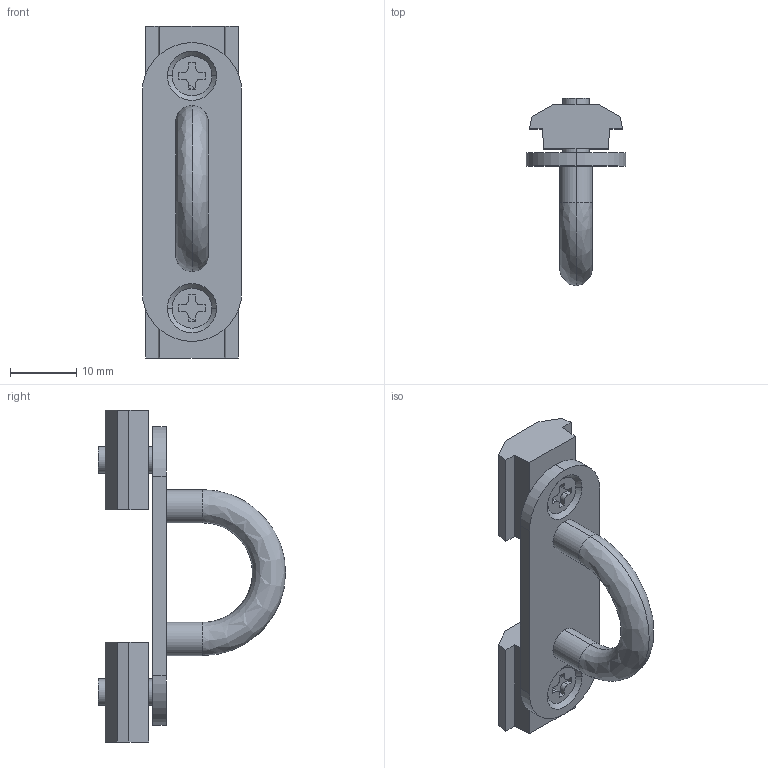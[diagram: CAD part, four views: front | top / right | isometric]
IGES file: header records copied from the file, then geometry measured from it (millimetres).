
Start section: 3D InterOp IGES (Version 24 0 2), Spatial Corp. Copyright (c) 1999-2007.
Global section: file name: PD5-B.igs; native system: Spatial Corp.; preprocessor: 3D InterOp GENERIC/IGES 3.0; author: Noname; organization: Noname; date: 20170717.172051; units: millimetre
Bounding box: 15 x 28.2 x 50 mm (x, y, z)
Surface area: 3953.6 mm2 (no closed solid volume)
Topology: 0 solids, 0 shells, 95 faces, 474 edges, 474 vertices
Faces by surface type: extrusion 58, revolution 37
